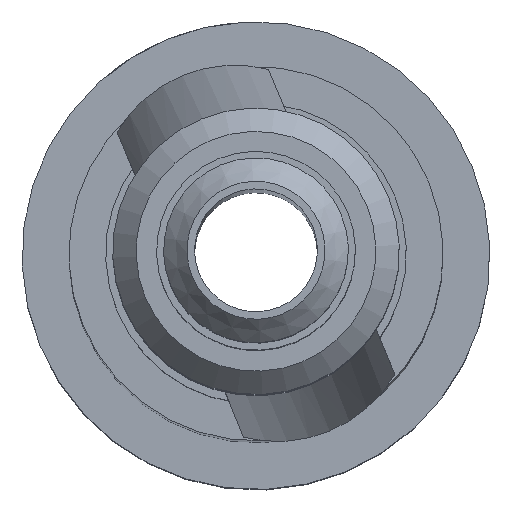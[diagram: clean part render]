
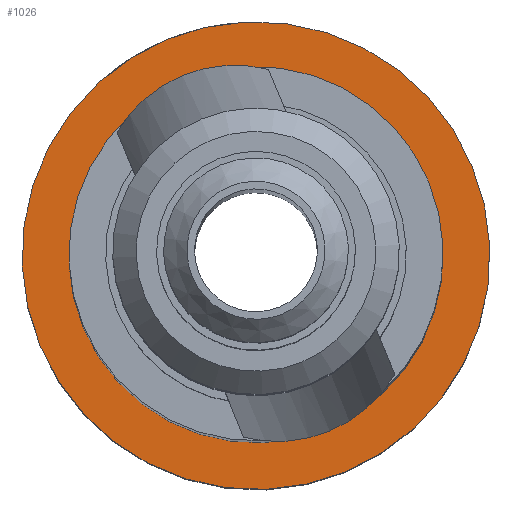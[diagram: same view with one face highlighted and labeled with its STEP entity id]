
A CAD part, top view. The second image highlights one B-rep face of the part: STEP entity #1026.
In plain terms, the highlighted planar face has unit normal (0, 0, 1).
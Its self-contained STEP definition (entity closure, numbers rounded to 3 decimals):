
#914=PLANE('',#4239);
#1026=ADVANCED_FACE('',(#1271,#1272),#914,.T.);
#1271=FACE_BOUND('',#1352,.T.);
#1272=FACE_BOUND('',#1353,.T.);
#1352=EDGE_LOOP('',(#1626));
#1353=EDGE_LOOP('',(#1627));
#1626=ORIENTED_EDGE('',*,*,#2614,.F.);
#1627=ORIENTED_EDGE('',*,*,#2613,.T.);
#2355=VERTEX_POINT('',#5970);
#2356=VERTEX_POINT('',#5973);
#2613=EDGE_CURVE('',#2355,#2355,#2980,.T.);
#2614=EDGE_CURVE('',#2356,#2356,#2981,.T.);
#2980=CIRCLE('',#4236,2.);
#2981=CIRCLE('',#4238,1.6);
#4236=AXIS2_PLACEMENT_3D('',#5969,#4718,#4719);
#4238=AXIS2_PLACEMENT_3D('',#5972,#4722,#4723);
#4239=AXIS2_PLACEMENT_3D('',#5974,#4724,#4725);
#4718=DIRECTION('',(0.,0.,1.));
#4719=DIRECTION('',(-0.383,0.924,0.));
#4722=DIRECTION('',(0.,0.,1.));
#4723=DIRECTION('',(-0.383,0.924,0.));
#4724=DIRECTION('',(0.,0.,1.));
#4725=DIRECTION('',(-0.383,0.924,0.));
#5969=CARTESIAN_POINT('',(0.,0.,-9.5));
#5970=CARTESIAN_POINT('',(-0.766,1.847,-9.5));
#5972=CARTESIAN_POINT('',(0.,0.,-9.5));
#5973=CARTESIAN_POINT('',(-0.613,1.478,-9.5));
#5974=CARTESIAN_POINT('',(2.875,-1.189,-9.5));
